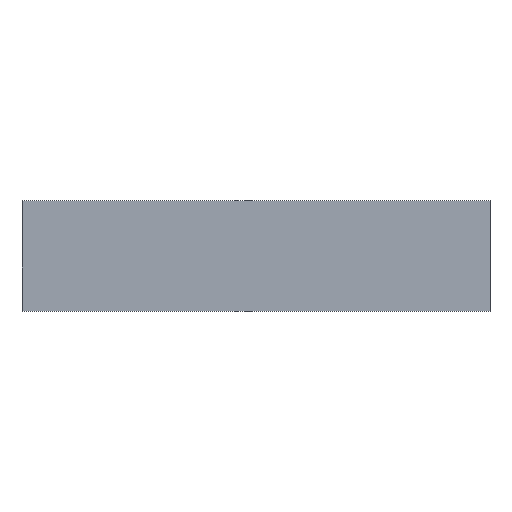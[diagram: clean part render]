
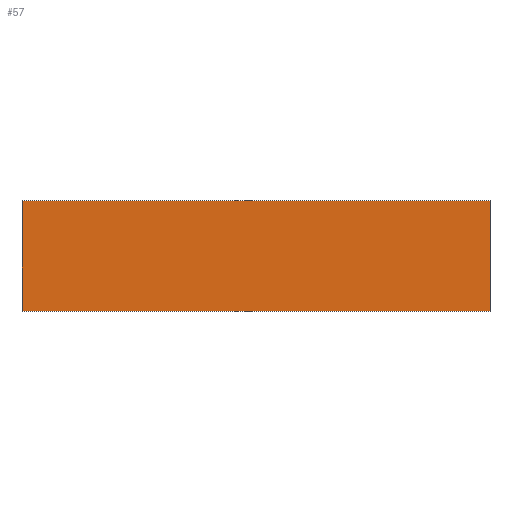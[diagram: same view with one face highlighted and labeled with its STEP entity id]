
A CAD part, top view. The second image highlights one B-rep face of the part: STEP entity #57.
In plain terms, the highlighted planar face has unit normal (0, 0, 1).
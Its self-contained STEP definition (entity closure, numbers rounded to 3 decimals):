
#57=ADVANCED_FACE('',(#87),#89,.T.);
#87=FACE_BOUND('',#88,.T.);
#88=EDGE_LOOP('',(#117,#118,#119,#120));
#89=PLANE('',#90);
#90=AXIS2_PLACEMENT_3D('',#91,#92,#93);
#91=CARTESIAN_POINT('',(0.,0.,5.));
#92=DIRECTION('',(0.,0.,1.));
#93=DIRECTION('',(-1.,0.,0.));
#117=ORIENTED_EDGE('',*,*,#127,.T.);
#118=ORIENTED_EDGE('',*,*,#131,.T.);
#119=ORIENTED_EDGE('',*,*,#134,.T.);
#120=ORIENTED_EDGE('',*,*,#136,.T.);
#127=EDGE_CURVE('',#142,#140,#143,.T.);
#131=EDGE_CURVE('',#140,#147,#149,.T.);
#134=EDGE_CURVE('',#147,#152,#154,.T.);
#136=EDGE_CURVE('',#152,#142,#156,.T.);
#140=VERTEX_POINT('',#162);
#142=VERTEX_POINT('',#166);
#143=LINE('',#167,#168);
#147=VERTEX_POINT('',#177);
#149=LINE('',#181,#182);
#152=VERTEX_POINT('',#188);
#154=LINE('',#192,#193);
#156=LINE('',#198,#199);
#162=CARTESIAN_POINT('',(-85.,-20.,5.));
#166=CARTESIAN_POINT('',(-85.,20.,5.));
#167=CARTESIAN_POINT('',(-85.,20.,5.));
#168=VECTOR('',#169,1.);
#169=DIRECTION('',(0.,-1.,0.));
#177=CARTESIAN_POINT('',(85.,-20.,5.));
#181=CARTESIAN_POINT('',(-85.,-20.,5.));
#182=VECTOR('',#183,1.);
#183=DIRECTION('',(1.,0.,0.));
#188=CARTESIAN_POINT('',(85.,20.,5.));
#192=CARTESIAN_POINT('',(85.,-20.,5.));
#193=VECTOR('',#194,1.);
#194=DIRECTION('',(0.,1.,0.));
#198=CARTESIAN_POINT('',(85.,20.,5.));
#199=VECTOR('',#200,1.);
#200=DIRECTION('',(-1.,0.,0.));
